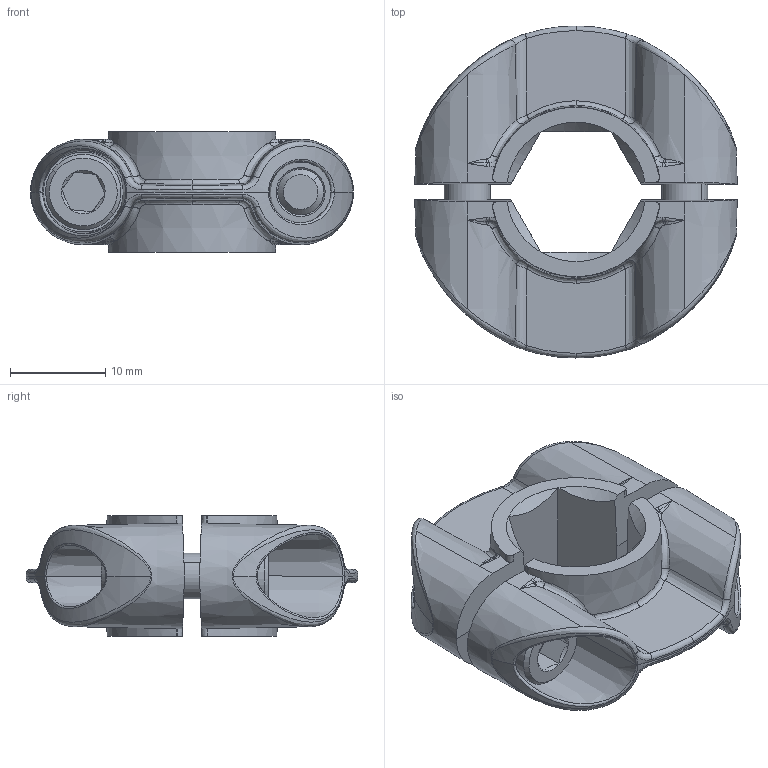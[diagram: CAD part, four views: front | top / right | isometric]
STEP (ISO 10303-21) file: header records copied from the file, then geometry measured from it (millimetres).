
FILE_DESCRIPTION (( 'STEP AP203' ), '1' );
FILE_NAME ('REV-21-1912.STEP', '2022-01-20T14:35:38', ( '' ), ( '' ), 'SwSTEP 2.0', 'SolidWorks 2022', '' );
FILE_SCHEMA (( 'CONFIG_CONTROL_DESIGN' ));
Products named in the file (1): REV-21-1912
Bounding box: 33.94 x 34.91 x 12.7 mm (x, y, z)
Volume: 4874.8 mm3; surface area: 6033.4 mm2
Topology: 6 solids, 6 shells, 734 faces, 2012 edges, 1282 vertices
Faces by surface type: cone 288, bspline 214, cylinder 166, plane 66
Entity records: 44390 total; most frequent: CARTESIAN_POINT 28606, ORIENTED_EDGE 3992, DIRECTION 2646, EDGE_CURVE 1996, VERTEX_POINT 1282, AXIS2_PLACEMENT_3D 1217, EDGE_LOOP 754, ADVANCED_FACE 734
